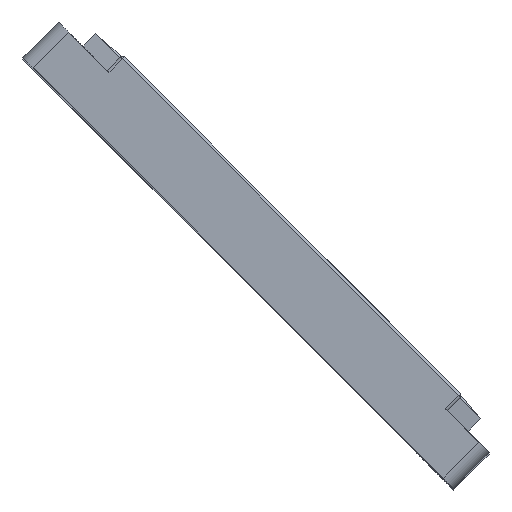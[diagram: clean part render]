
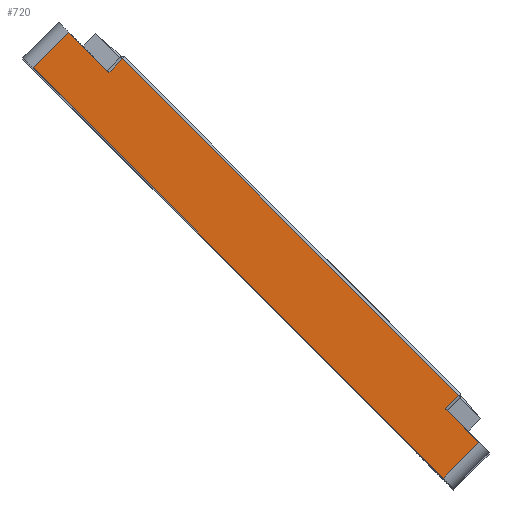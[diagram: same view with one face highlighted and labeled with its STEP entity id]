
A CAD part, top view. The second image highlights one B-rep face of the part: STEP entity #720.
In plain terms, the highlighted planar face has unit normal (0, 0, 1).
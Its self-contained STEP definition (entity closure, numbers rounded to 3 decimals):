
#171=VERTEX_POINT('',#1052);
#174=VERTEX_POINT('',#1059);
#179=VERTEX_POINT('',#1078);
#181=VERTEX_POINT('',#1084);
#182=VERTEX_POINT('',#1086);
#183=VERTEX_POINT('',#1088);
#184=VERTEX_POINT('',#1090);
#185=VERTEX_POINT('',#1092);
#235=VECTOR('',#882,1.);
#242=VECTOR('',#897,1.);
#244=VECTOR('',#902,1.);
#245=VECTOR('',#903,1.);
#246=VECTOR('',#904,1.);
#247=VECTOR('',#905,1.);
#248=VECTOR('',#906,1.);
#249=VECTOR('',#907,1.);
#297=LINE('',#1062,#235);
#304=LINE('',#1077,#242);
#306=LINE('',#1083,#244);
#307=LINE('',#1085,#245);
#308=LINE('',#1087,#246);
#309=LINE('',#1089,#247);
#310=LINE('',#1091,#248);
#311=LINE('',#1093,#249);
#370=EDGE_CURVE('',#171,#174,#297,.T.);
#378=EDGE_CURVE('',#174,#179,#304,.T.);
#381=EDGE_CURVE('',#181,#171,#306,.T.);
#382=EDGE_CURVE('',#182,#181,#307,.T.);
#383=EDGE_CURVE('',#183,#182,#308,.T.);
#384=EDGE_CURVE('',#183,#184,#309,.T.);
#385=EDGE_CURVE('',#184,#185,#310,.T.);
#386=EDGE_CURVE('',#179,#185,#311,.T.);
#512=ORIENTED_EDGE('',*,*,#370,.F.);
#513=ORIENTED_EDGE('',*,*,#381,.F.);
#514=ORIENTED_EDGE('',*,*,#382,.F.);
#515=ORIENTED_EDGE('',*,*,#383,.F.);
#516=ORIENTED_EDGE('',*,*,#384,.T.);
#517=ORIENTED_EDGE('',*,*,#385,.T.);
#518=ORIENTED_EDGE('',*,*,#386,.F.);
#519=ORIENTED_EDGE('',*,*,#378,.F.);
#616=EDGE_LOOP('',(#512,#513,#514,#515,#516,#517,#518,#519));
#672=FACE_BOUND('',#616,.T.);
#720=ADVANCED_FACE('',(#672),#1165,.T.);
#773=AXIS2_PLACEMENT_3D('',#1082,#901,$);
#882=DIRECTION('',(0.707,-0.707,0.));
#897=DIRECTION('',(-0.707,-0.707,0.));
#901=DIRECTION('',(0.,0.,1.));
#902=DIRECTION('',(0.707,0.707,0.));
#903=DIRECTION('',(0.707,-0.707,0.));
#904=DIRECTION('',(0.707,0.707,0.));
#905=DIRECTION('',(0.707,-0.707,0.));
#906=DIRECTION('',(0.707,0.707,0.));
#907=DIRECTION('',(0.707,-0.707,0.));
#1052=CARTESIAN_POINT('',(22.824,-6.332,49.057));
#1059=CARTESIAN_POINT('',(53.874,-37.383,49.057));
#1062=CARTESIAN_POINT('',(38.041,-21.55,49.057));
#1077=CARTESIAN_POINT('',(51.689,-39.568,49.057));
#1078=CARTESIAN_POINT('',(52.637,-38.621,49.057));
#1082=CARTESIAN_POINT('',(33.495,-26.097,49.057));
#1083=CARTESIAN_POINT('',(20.639,-8.517,49.057));
#1084=CARTESIAN_POINT('',(21.586,-7.57,49.057));
#1085=CARTESIAN_POINT('',(36.809,-22.793,49.057));
#1086=CARTESIAN_POINT('',(17.889,-3.873,49.057));
#1087=CARTESIAN_POINT('',(14.58,-7.182,49.057));
#1088=CARTESIAN_POINT('',(14.58,-7.182,49.057));
#1089=CARTESIAN_POINT('',(14.58,-7.182,49.057));
#1090=CARTESIAN_POINT('',(52.41,-45.012,49.057));
#1091=CARTESIAN_POINT('',(52.41,-45.012,49.057));
#1092=CARTESIAN_POINT('',(55.719,-41.703,49.057));
#1093=CARTESIAN_POINT('',(36.809,-22.793,49.057));
#1165=PLANE('',#773);
